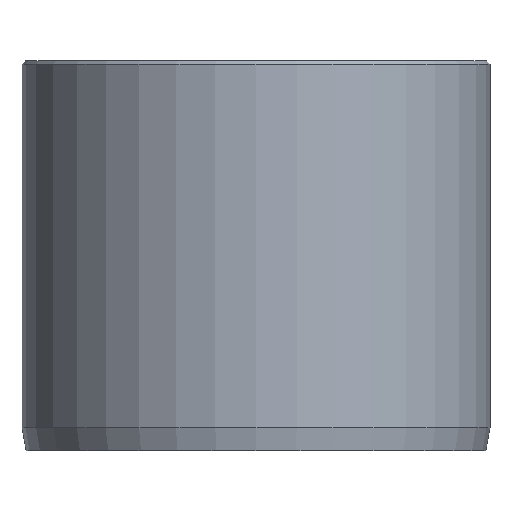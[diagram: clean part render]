
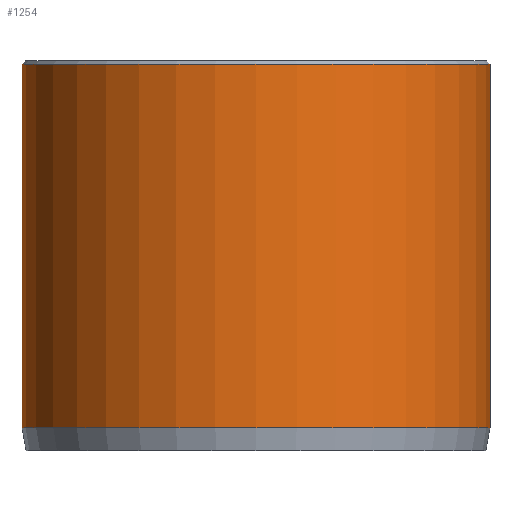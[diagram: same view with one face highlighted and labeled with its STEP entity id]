
A CAD part, front view. The second image highlights one B-rep face of the part: STEP entity #1254.
In plain terms, the highlighted cylindrical face has radius 15 mm (diameter 30 mm), a partial arc.
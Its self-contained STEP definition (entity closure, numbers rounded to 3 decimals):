
#33 = CARTESIAN_POINT ( 'NONE',  ( 15., 0., 25. ) ) ;
#56 = LINE ( 'NONE', #400, #228 ) ;
#58 = VERTEX_POINT ( 'NONE', #846 ) ;
#133 = CIRCLE ( 'NONE', #878, 15. ) ;
#165 = VERTEX_POINT ( 'NONE', #567 ) ;
#182 = VERTEX_POINT ( 'NONE', #747 ) ;
#228 = VECTOR ( 'NONE', #1082, 1000. ) ;
#256 = EDGE_LOOP ( 'NONE', ( #416, #547, #356, #369 ) ) ;
#311 = CARTESIAN_POINT ( 'NONE',  ( 0., 0., 1.5 ) ) ;
#356 = ORIENTED_EDGE ( 'NONE', *, *, #1189, .T. ) ;
#369 = ORIENTED_EDGE ( 'NONE', *, *, #1259, .T. ) ;
#400 = CARTESIAN_POINT ( 'NONE',  ( -15., 0., 25. ) ) ;
#416 = ORIENTED_EDGE ( 'NONE', *, *, #1006, .F. ) ;
#421 = DIRECTION ( 'NONE',  ( 1., 0., 0. ) ) ;
#489 = AXIS2_PLACEMENT_3D ( 'NONE', #1088, #520, #1179 ) ;
#520 = DIRECTION ( 'NONE',  ( 0., 0., -1. ) ) ;
#547 = ORIENTED_EDGE ( 'NONE', *, *, #946, .T. ) ;
#567 = CARTESIAN_POINT ( 'NONE',  ( -15., 0., 24.8 ) ) ;
#673 = DIRECTION ( 'NONE',  ( 0., 0., -1. ) ) ;
#734 = VECTOR ( 'NONE', #673, 1000. ) ;
#747 = CARTESIAN_POINT ( 'NONE',  ( 15., 0., 24.8 ) ) ;
#783 = LINE ( 'NONE', #33, #734 ) ;
#808 = DIRECTION ( 'NONE',  ( 0., 0., -1. ) ) ;
#846 = CARTESIAN_POINT ( 'NONE',  ( -15., 0., 1.5 ) ) ;
#878 = AXIS2_PLACEMENT_3D ( 'NONE', #311, #1000, #421 ) ;
#891 = CARTESIAN_POINT ( 'NONE',  ( 15., 0., 1.5 ) ) ;
#946 = EDGE_CURVE ( 'NONE', #182, #165, #1249, .T. ) ;
#949 = AXIS2_PLACEMENT_3D ( 'NONE', #997, #808, #1097 ) ;
#997 = CARTESIAN_POINT ( 'NONE',  ( 0., 0., 25. ) ) ;
#1000 = DIRECTION ( 'NONE',  ( 0., 0., 1. ) ) ;
#1006 = EDGE_CURVE ( 'NONE', #182, #1098, #783, .T. ) ;
#1082 = DIRECTION ( 'NONE',  ( 0., 0., -1. ) ) ;
#1088 = CARTESIAN_POINT ( 'NONE',  ( 0., 0., 24.8 ) ) ;
#1097 = DIRECTION ( 'NONE',  ( -1., 0., 0. ) ) ;
#1098 = VERTEX_POINT ( 'NONE', #891 ) ;
#1140 = CYLINDRICAL_SURFACE ( 'NONE', #949, 15. ) ;
#1179 = DIRECTION ( 'NONE',  ( 1., 0., 0. ) ) ;
#1189 = EDGE_CURVE ( 'NONE', #165, #58, #56, .T. ) ;
#1224 = FACE_OUTER_BOUND ( 'NONE', #256, .T. ) ;
#1249 = CIRCLE ( 'NONE', #489, 15. ) ;
#1254 = ADVANCED_FACE ( 'NONE', ( #1224 ), #1140, .T. ) ;
#1259 = EDGE_CURVE ( 'NONE', #58, #1098, #133, .T. ) ;
